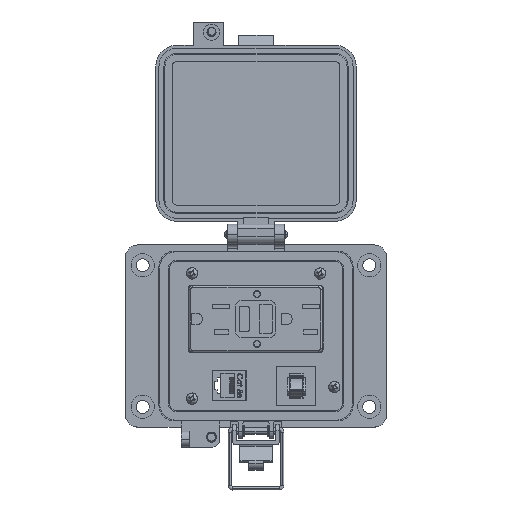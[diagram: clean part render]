
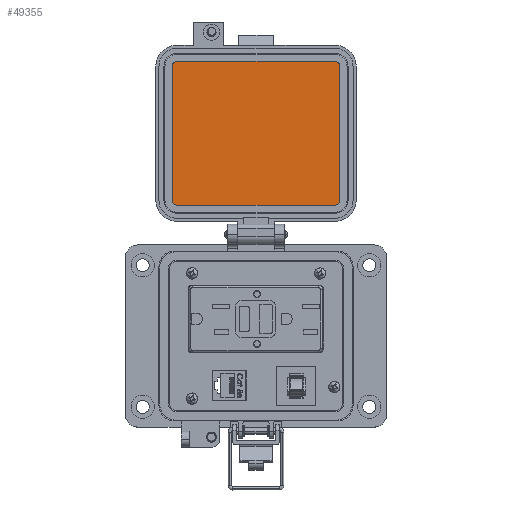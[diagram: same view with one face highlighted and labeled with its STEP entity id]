
A CAD part, top view. The second image highlights one B-rep face of the part: STEP entity #49355.
In plain terms, the highlighted planar face has unit normal (0, 0, 1).
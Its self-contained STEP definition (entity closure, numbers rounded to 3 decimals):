
#3249 = DIRECTION ( 'NONE',  ( 1., 0., 0. ) ) ;
#4916 = DIRECTION ( 'NONE',  ( -1., 0., 0. ) ) ;
#6525 = CARTESIAN_POINT ( 'NONE',  ( 35.912, 60.004, 19.202 ) ) ;
#15888 = DIRECTION ( 'NONE',  ( -1., 0., 0. ) ) ;
#22091 = VECTOR ( 'NONE', #4916, 1000. ) ;
#24002 = EDGE_CURVE ( 'NONE', #196557, #111929, #118509, .T. ) ;
#32513 = DIRECTION ( 'NONE',  ( 0., 0., -1. ) ) ;
#35717 = DIRECTION ( 'NONE',  ( 1., 0., 0. ) ) ;
#36985 = CARTESIAN_POINT ( 'NONE',  ( 38.212, 60.004, 19.202 ) ) ;
#37637 = VECTOR ( 'NONE', #138995, 1000. ) ;
#39137 = ORIENTED_EDGE ( 'NONE', *, *, #204393, .F. ) ;
#45967 = DIRECTION ( 'NONE',  ( 0., -1., 0. ) ) ;
#49355 = ADVANCED_FACE ( 'NONE', ( #128440 ), #144500, .T. ) ;
#60783 = ORIENTED_EDGE ( 'NONE', *, *, #24002, .F. ) ;
#60819 = ORIENTED_EDGE ( 'NONE', *, *, #105347, .F. ) ;
#65687 = CIRCLE ( 'NONE', #157992, 2.299 ) ;
#68044 = CIRCLE ( 'NONE', #98716, 2.299 ) ;
#68473 = ORIENTED_EDGE ( 'NONE', *, *, #89610, .F. ) ;
#71915 = DIRECTION ( 'NONE',  ( 0., 0., -1. ) ) ;
#72593 = LINE ( 'NONE', #137946, #37637 ) ;
#72663 = VECTOR ( 'NONE', #181230, 1000. ) ;
#73400 = ORIENTED_EDGE ( 'NONE', *, *, #102267, .F. ) ;
#76438 = VERTEX_POINT ( 'NONE', #136330 ) ;
#82315 = CARTESIAN_POINT ( 'NONE',  ( 39.871, 130.108, 19.202 ) ) ;
#89610 = EDGE_CURVE ( 'NONE', #111929, #158728, #112196, .T. ) ;
#93757 = EDGE_CURVE ( 'NONE', #98274, #196557, #68044, .T. ) ;
#95248 = DIRECTION ( 'NONE',  ( 0., 0., -1. ) ) ;
#96116 = VECTOR ( 'NONE', #169910, 1000. ) ;
#96273 = CARTESIAN_POINT ( 'NONE',  ( -42.469, 126.389, 19.202 ) ) ;
#96275 = DIRECTION ( 'NONE',  ( 0., 0., 1. ) ) ;
#98274 = VERTEX_POINT ( 'NONE', #36985 ) ;
#98716 = AXIS2_PLACEMENT_3D ( 'NONE', #6525, #71915, #137265 ) ;
#102267 = EDGE_CURVE ( 'NONE', #76438, #140191, #65687, .T. ) ;
#105347 = EDGE_CURVE ( 'NONE', #140191, #98274, #105688, .T. ) ;
#105688 = LINE ( 'NONE', #168862, #96116 ) ;
#111929 = VERTEX_POINT ( 'NONE', #143129 ) ;
#112196 = CIRCLE ( 'NONE', #125819, 2.299 ) ;
#116179 = VERTEX_POINT ( 'NONE', #117105 ) ;
#116850 = EDGE_CURVE ( 'NONE', #167803, #116179, #145615, .T. ) ;
#117105 = CARTESIAN_POINT ( 'NONE',  ( -42.469, 128.688, 19.202 ) ) ;
#118476 = AXIS2_PLACEMENT_3D ( 'NONE', #82315, #96275, #15888 ) ;
#118509 = LINE ( 'NONE', #200929, #22091 ) ;
#125008 = ORIENTED_EDGE ( 'NONE', *, *, #93757, .F. ) ;
#125819 = AXIS2_PLACEMENT_3D ( 'NONE', #183495, #32513, #35717 ) ;
#128440 = FACE_OUTER_BOUND ( 'NONE', #162848, .T. ) ;
#131871 = DIRECTION ( 'NONE',  ( 0., 0., -1. ) ) ;
#134127 = CARTESIAN_POINT ( 'NONE',  ( -44.769, 93.196, 19.202 ) ) ;
#136330 = CARTESIAN_POINT ( 'NONE',  ( 35.912, 128.688, 19.202 ) ) ;
#137265 = DIRECTION ( 'NONE',  ( 0., -1., 0. ) ) ;
#137946 = CARTESIAN_POINT ( 'NONE',  ( -3.279, 128.688, 19.202 ) ) ;
#138995 = DIRECTION ( 'NONE',  ( 1., 0., 0. ) ) ;
#140191 = VERTEX_POINT ( 'NONE', #165318 ) ;
#143129 = CARTESIAN_POINT ( 'NONE',  ( -42.469, 57.705, 19.202 ) ) ;
#143846 = CARTESIAN_POINT ( 'NONE',  ( -44.769, 60.004, 19.202 ) ) ;
#144417 = ORIENTED_EDGE ( 'NONE', *, *, #116850, .F. ) ;
#144500 = PLANE ( 'NONE',  #118476 ) ;
#145615 = CIRCLE ( 'NONE', #172928, 2.299 ) ;
#152272 = LINE ( 'NONE', #134127, #72663 ) ;
#157992 = AXIS2_PLACEMENT_3D ( 'NONE', #200320, #131871, #3249 ) ;
#158728 = VERTEX_POINT ( 'NONE', #143846 ) ;
#162848 = EDGE_LOOP ( 'NONE', ( #125008, #60819, #73400, #39137, #144417, #192188, #68473, #60783 ) ) ;
#165318 = CARTESIAN_POINT ( 'NONE',  ( 38.212, 126.389, 19.202 ) ) ;
#167803 = VERTEX_POINT ( 'NONE', #206602 ) ;
#168862 = CARTESIAN_POINT ( 'NONE',  ( 38.212, 93.196, 19.202 ) ) ;
#169018 = CARTESIAN_POINT ( 'NONE',  ( 35.912, 57.705, 19.202 ) ) ;
#169910 = DIRECTION ( 'NONE',  ( 0., -1., 0. ) ) ;
#172928 = AXIS2_PLACEMENT_3D ( 'NONE', #96273, #95248, #45967 ) ;
#181230 = DIRECTION ( 'NONE',  ( 0., 1., 0. ) ) ;
#183495 = CARTESIAN_POINT ( 'NONE',  ( -42.469, 60.004, 19.202 ) ) ;
#192188 = ORIENTED_EDGE ( 'NONE', *, *, #208554, .F. ) ;
#196557 = VERTEX_POINT ( 'NONE', #169018 ) ;
#200320 = CARTESIAN_POINT ( 'NONE',  ( 35.912, 126.389, 19.202 ) ) ;
#200929 = CARTESIAN_POINT ( 'NONE',  ( -3.279, 57.705, 19.202 ) ) ;
#204393 = EDGE_CURVE ( 'NONE', #116179, #76438, #72593, .T. ) ;
#206602 = CARTESIAN_POINT ( 'NONE',  ( -44.769, 126.389, 19.202 ) ) ;
#208554 = EDGE_CURVE ( 'NONE', #158728, #167803, #152272, .T. ) ;
